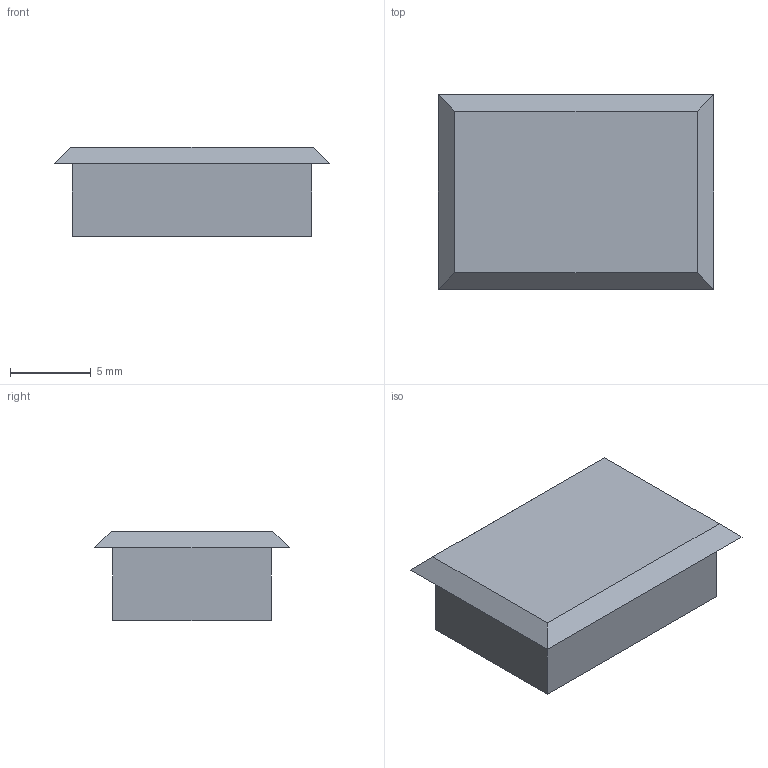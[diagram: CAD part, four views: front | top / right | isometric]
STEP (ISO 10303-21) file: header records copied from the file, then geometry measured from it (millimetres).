
FILE_DESCRIPTION(('CATIA V5 STEP Exchange'),'2;1');
FILE_NAME('fenetre.stp','2025-10-13T12:54:34+00:00',('none'),('none'),'CATIA Version 5-6 Release 2013 SP4','CATIA V5 STEP AP203','none');
FILE_SCHEMA(('CONFIG_CONTROL_DESIGN'));
Length unit declared in the file: millimetre
Products named in the file (1): fenetre
Bounding box: 17 x 12 x 5.5 mm (x, y, z)
Volume: 379.7 mm3; surface area: 837.2 mm2
Topology: 1 solids, 1 shells, 16 faces, 36 edges, 24 vertices
Faces by surface type: plane 16
Entity records: 472 total; most frequent: CARTESIAN_POINT 80, ORIENTED_EDGE 72, DIRECTION 62, EDGE_CURVE 36, VECTOR 32, LINE 32, VERTEX_POINT 24, EDGE_LOOP 18
